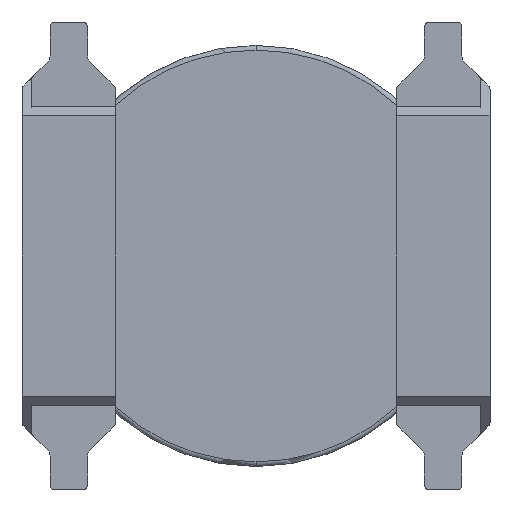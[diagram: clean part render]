
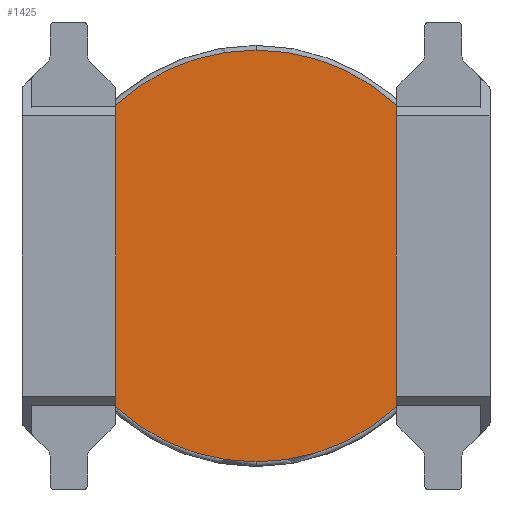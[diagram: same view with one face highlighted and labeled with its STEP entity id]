
A CAD part, front view. The second image highlights one B-rep face of the part: STEP entity #1425.
In plain terms, the highlighted planar face has unit normal (0, -1, 0).
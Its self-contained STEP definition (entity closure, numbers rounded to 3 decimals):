
#23 = DIRECTION ( 'NONE',  ( 0., -1., 0. ) ) ;
#104 = DIRECTION ( 'NONE',  ( 0., -1., 0. ) ) ;
#176 = DIRECTION ( 'NONE',  ( 0., 0., -1. ) ) ;
#181 = CIRCLE ( 'NONE', #3336, 2.2 ) ;
#189 = PLANE ( 'NONE',  #1447 ) ;
#231 = DIRECTION ( 'NONE',  ( 0., -1., 0. ) ) ;
#248 = EDGE_CURVE ( 'NONE', #3143, #1775, #2850, .T. ) ;
#255 = CARTESIAN_POINT ( 'NONE',  ( -1.5, 0.5, 1.609 ) ) ;
#282 = ORIENTED_EDGE ( 'NONE', *, *, #670, .T. ) ;
#311 = VERTEX_POINT ( 'NONE', #415 ) ;
#392 = CIRCLE ( 'NONE', #1307, 2.2 ) ;
#415 = CARTESIAN_POINT ( 'NONE',  ( 1.5, 0.5, -1.609 ) ) ;
#432 = CARTESIAN_POINT ( 'NONE',  ( 0., 0.5, 0. ) ) ;
#478 = LINE ( 'NONE', #1090, #946 ) ;
#660 = CARTESIAN_POINT ( 'NONE',  ( 1.5, 0.5, 1.609 ) ) ;
#670 = EDGE_CURVE ( 'NONE', #1775, #311, #392, .T. ) ;
#709 = DIRECTION ( 'NONE',  ( 0., 0., -1. ) ) ;
#790 = FACE_OUTER_BOUND ( 'NONE', #3066, .T. ) ;
#810 = DIRECTION ( 'NONE',  ( 0., 0., -1. ) ) ;
#946 = VECTOR ( 'NONE', #2960, 1000. ) ;
#1090 = CARTESIAN_POINT ( 'NONE',  ( 1.5, 0.5, 1.779 ) ) ;
#1307 = AXIS2_PLACEMENT_3D ( 'NONE', #432, #104, #709 ) ;
#1425 = ADVANCED_FACE ( 'NONE', ( #790 ), #189, .T. ) ;
#1447 = AXIS2_PLACEMENT_3D ( 'NONE', #3019, #231, #810 ) ;
#1520 = AXIS2_PLACEMENT_3D ( 'NONE', #1861, #23, #3981 ) ;
#1572 = ORIENTED_EDGE ( 'NONE', *, *, #248, .T. ) ;
#1669 = ORIENTED_EDGE ( 'NONE', *, *, #3655, .T. ) ;
#1761 = CARTESIAN_POINT ( 'NONE',  ( -1.5, 0.5, 0. ) ) ;
#1775 = VERTEX_POINT ( 'NONE', #3387 ) ;
#1805 = VECTOR ( 'NONE', #3604, 1000. ) ;
#1861 = CARTESIAN_POINT ( 'NONE',  ( 0., 0.5, 0. ) ) ;
#2024 = CARTESIAN_POINT ( 'NONE',  ( 0., 0.5, 0. ) ) ;
#2077 = ORIENTED_EDGE ( 'NONE', *, *, #3380, .F. ) ;
#2133 = ORIENTED_EDGE ( 'NONE', *, *, #3841, .T. ) ;
#2265 = VERTEX_POINT ( 'NONE', #255 ) ;
#2271 = EDGE_CURVE ( 'NONE', #2492, #2265, #2375, .T. ) ;
#2366 = ORIENTED_EDGE ( 'NONE', *, *, #2271, .T. ) ;
#2375 = CIRCLE ( 'NONE', #1520, 2.2 ) ;
#2463 = CARTESIAN_POINT ( 'NONE',  ( 0., 0.5, 2.2 ) ) ;
#2492 = VERTEX_POINT ( 'NONE', #2463 ) ;
#2805 = VERTEX_POINT ( 'NONE', #660 ) ;
#2814 = DIRECTION ( 'NONE',  ( 0., -1., 0. ) ) ;
#2850 = CIRCLE ( 'NONE', #2972, 2.2 ) ;
#2941 = DIRECTION ( 'NONE',  ( 0., -1., 0. ) ) ;
#2960 = DIRECTION ( 'NONE',  ( 0., 0., -1. ) ) ;
#2972 = AXIS2_PLACEMENT_3D ( 'NONE', #2024, #2941, #176 ) ;
#3019 = CARTESIAN_POINT ( 'NONE',  ( 2.2, 0.5, 0. ) ) ;
#3066 = EDGE_LOOP ( 'NONE', ( #1572, #282, #2077, #2133, #2366, #1669 ) ) ;
#3089 = DIRECTION ( 'NONE',  ( 0., 0., -1. ) ) ;
#3143 = VERTEX_POINT ( 'NONE', #3876 ) ;
#3336 = AXIS2_PLACEMENT_3D ( 'NONE', #3434, #2814, #3089 ) ;
#3380 = EDGE_CURVE ( 'NONE', #2805, #311, #478, .T. ) ;
#3387 = CARTESIAN_POINT ( 'NONE',  ( 0., 0.5, -2.2 ) ) ;
#3434 = CARTESIAN_POINT ( 'NONE',  ( 0., 0.5, 0. ) ) ;
#3563 = LINE ( 'NONE', #1761, #1805 ) ;
#3604 = DIRECTION ( 'NONE',  ( 0., 0., -1. ) ) ;
#3655 = EDGE_CURVE ( 'NONE', #2265, #3143, #3563, .T. ) ;
#3841 = EDGE_CURVE ( 'NONE', #2805, #2492, #181, .T. ) ;
#3876 = CARTESIAN_POINT ( 'NONE',  ( -1.5, 0.5, -1.609 ) ) ;
#3981 = DIRECTION ( 'NONE',  ( 0., 0., -1. ) ) ;
